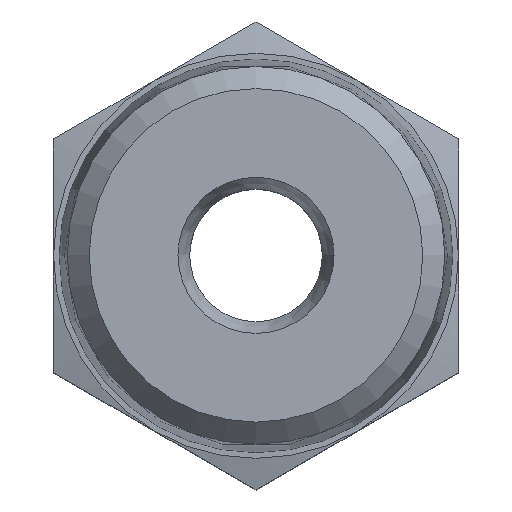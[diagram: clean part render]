
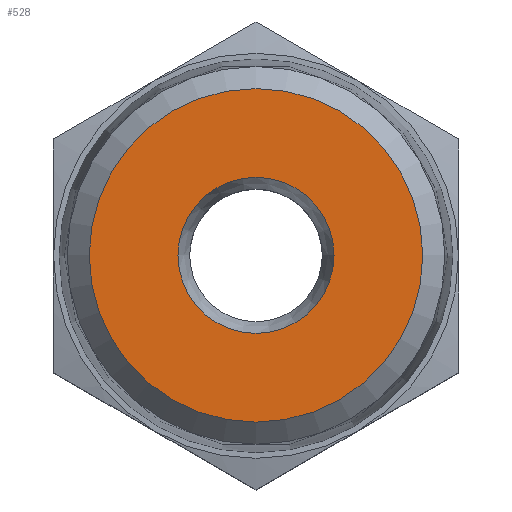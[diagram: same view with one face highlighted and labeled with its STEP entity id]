
A CAD part, top view. The second image highlights one B-rep face of the part: STEP entity #528.
In plain terms, the highlighted planar face has unit normal (0, 0, 1).
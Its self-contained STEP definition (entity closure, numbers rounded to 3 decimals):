
#42=PLANE('',#596);
#65=CIRCLE('',#594,9.059);
#67=CIRCLE('',#597,4.239);
#123=ORIENTED_EDGE('',*,*,#255,.T.);
#124=ORIENTED_EDGE('',*,*,#253,.F.);
#253=EDGE_CURVE('',#311,#311,#65,.T.);
#255=EDGE_CURVE('',#313,#313,#67,.T.);
#311=VERTEX_POINT('',#943);
#313=VERTEX_POINT('',#948);
#373=EDGE_LOOP('',(#123));
#374=EDGE_LOOP('',(#124));
#441=FACE_BOUND('',#373,.T.);
#442=FACE_BOUND('',#374,.T.);
#528=ADVANCED_FACE('',(#441,#442),#42,.T.);
#594=AXIS2_PLACEMENT_3D('',#942,#696,#697);
#596=AXIS2_PLACEMENT_3D('',#946,#700,#701);
#597=AXIS2_PLACEMENT_3D('',#947,#702,#703);
#696=DIRECTION('',(0.,0.,-1.));
#697=DIRECTION('',(-1.,0.,0.));
#700=DIRECTION('',(0.,0.,1.));
#701=DIRECTION('',(1.,0.,0.));
#702=DIRECTION('',(0.,0.,-1.));
#703=DIRECTION('',(-1.,0.,0.));
#942=CARTESIAN_POINT('',(0.,0.,33.936));
#943=CARTESIAN_POINT('',(-9.059,0.,33.936));
#946=CARTESIAN_POINT('',(0.,9.059,33.936));
#947=CARTESIAN_POINT('',(0.,0.,33.936));
#948=CARTESIAN_POINT('',(-4.239,0.,33.936));
